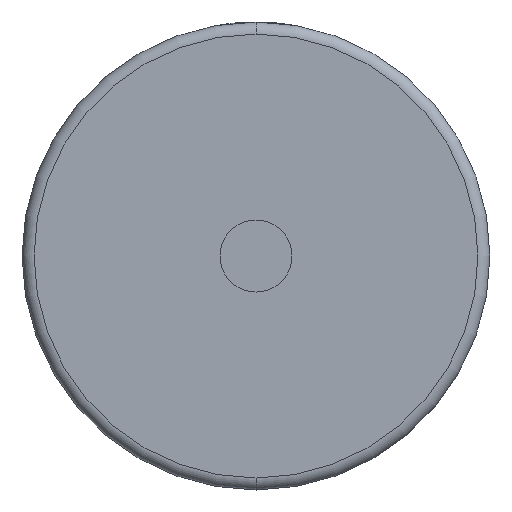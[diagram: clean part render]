
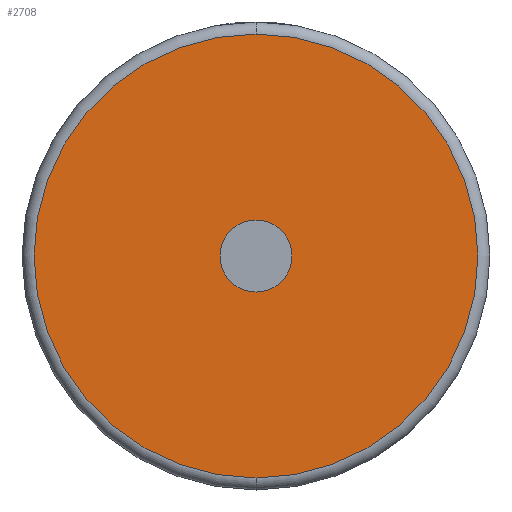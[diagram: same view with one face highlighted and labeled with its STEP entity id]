
A CAD part, front view. The second image highlights one B-rep face of the part: STEP entity #2708.
In plain terms, the highlighted planar face has unit normal (0, -1, 0).
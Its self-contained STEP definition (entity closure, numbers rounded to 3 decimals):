
#44 = DIRECTION ( 'NONE',  ( 0., -1., 0. ) ) ;
#151 = AXIS2_PLACEMENT_3D ( 'NONE', #279, #3748, #1971 ) ;
#175 = CARTESIAN_POINT ( 'NONE',  ( 0., 0., 0. ) ) ;
#250 = CARTESIAN_POINT ( 'NONE',  ( 0., 0., 6. ) ) ;
#279 = CARTESIAN_POINT ( 'NONE',  ( 0., 0., 0. ) ) ;
#321 = DIRECTION ( 'NONE',  ( 0., 0., 1. ) ) ;
#333 = DIRECTION ( 'NONE',  ( 0., -1., 0. ) ) ;
#380 = VERTEX_POINT ( 'NONE', #3244 ) ;
#621 = DIRECTION ( 'NONE',  ( 0., 0., 1. ) ) ;
#697 = CIRCLE ( 'NONE', #1369, 6. ) ;
#720 = FACE_OUTER_BOUND ( 'NONE', #3701, .T. ) ;
#858 = VERTEX_POINT ( 'NONE', #3688 ) ;
#1025 = DIRECTION ( 'NONE',  ( 0., 0., 1. ) ) ;
#1200 = DIRECTION ( 'NONE',  ( 0., 0., 1. ) ) ;
#1369 = AXIS2_PLACEMENT_3D ( 'NONE', #1637, #3722, #1025 ) ;
#1463 = CARTESIAN_POINT ( 'NONE',  ( 0., 0., 0. ) ) ;
#1486 = EDGE_CURVE ( 'NONE', #858, #380, #3591, .T. ) ;
#1637 = CARTESIAN_POINT ( 'NONE',  ( 0., 0., 0. ) ) ;
#1688 = EDGE_CURVE ( 'NONE', #380, #858, #2033, .T. ) ;
#1743 = DIRECTION ( 'NONE',  ( 0., 1., 0. ) ) ;
#1786 = CARTESIAN_POINT ( 'NONE',  ( 0., 0., 0. ) ) ;
#1897 = PLANE ( 'NONE',  #2527 ) ;
#1964 = ORIENTED_EDGE ( 'NONE', *, *, #1486, .T. ) ;
#1971 = DIRECTION ( 'NONE',  ( 0., 0., 1. ) ) ;
#2033 = CIRCLE ( 'NONE', #151, 37. ) ;
#2042 = ORIENTED_EDGE ( 'NONE', *, *, #3572, .F. ) ;
#2119 = ORIENTED_EDGE ( 'NONE', *, *, #2573, .F. ) ;
#2483 = FACE_BOUND ( 'NONE', #3155, .T. ) ;
#2527 = AXIS2_PLACEMENT_3D ( 'NONE', #175, #1743, #1200 ) ;
#2573 = EDGE_CURVE ( 'NONE', #2773, #3058, #3577, .T. ) ;
#2708 = ADVANCED_FACE ( 'NONE', ( #720, #2483 ), #1897, .F. ) ;
#2767 = AXIS2_PLACEMENT_3D ( 'NONE', #1786, #333, #621 ) ;
#2773 = VERTEX_POINT ( 'NONE', #250 ) ;
#2871 = ORIENTED_EDGE ( 'NONE', *, *, #1688, .T. ) ;
#3058 = VERTEX_POINT ( 'NONE', #3303 ) ;
#3155 = EDGE_LOOP ( 'NONE', ( #2119, #2042 ) ) ;
#3244 = CARTESIAN_POINT ( 'NONE',  ( 0., 0., 37. ) ) ;
#3303 = CARTESIAN_POINT ( 'NONE',  ( 0., 0., -6. ) ) ;
#3572 = EDGE_CURVE ( 'NONE', #3058, #2773, #697, .T. ) ;
#3577 = CIRCLE ( 'NONE', #3775, 6. ) ;
#3591 = CIRCLE ( 'NONE', #2767, 37. ) ;
#3688 = CARTESIAN_POINT ( 'NONE',  ( 0., 0., -37. ) ) ;
#3701 = EDGE_LOOP ( 'NONE', ( #2871, #1964 ) ) ;
#3722 = DIRECTION ( 'NONE',  ( 0., -1., 0. ) ) ;
#3748 = DIRECTION ( 'NONE',  ( 0., -1., 0. ) ) ;
#3775 = AXIS2_PLACEMENT_3D ( 'NONE', #1463, #44, #321 ) ;
